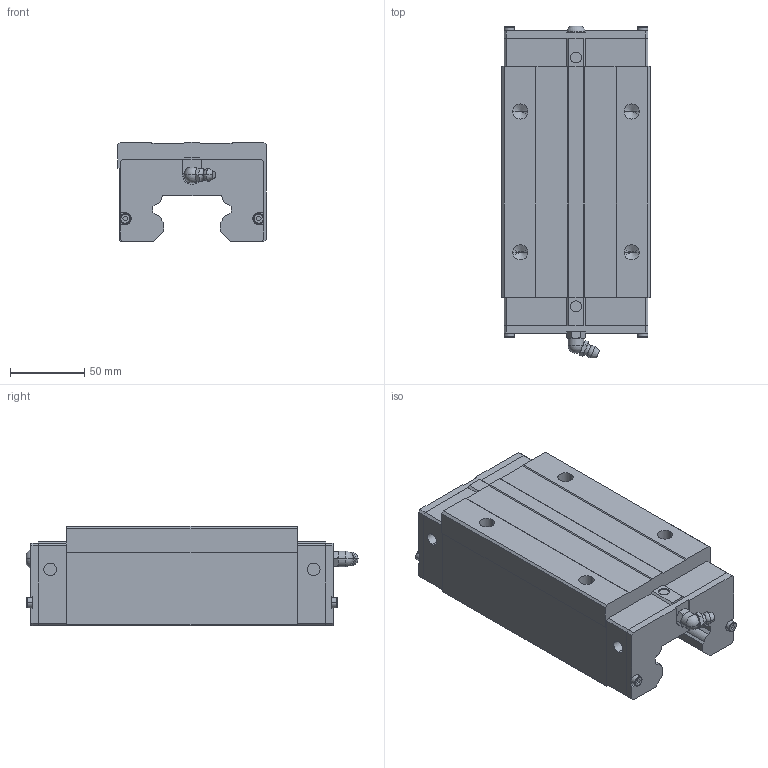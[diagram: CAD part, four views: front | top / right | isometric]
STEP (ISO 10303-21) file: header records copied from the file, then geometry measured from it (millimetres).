
FILE_DESCRIPTION(('STEP AP214'),'1');
FILE_NAME('cctmp_C3717461-EC30-450F-8BAB-AB9E56B93656_2024_08_05_21_24_57_0034..stp','2024-08-05T19:24:57',('HIWIN GmbH'),('CADClick - www.CADClick.com'),'Spatial InterOp 3D',' ','unknown authorization');
FILE_SCHEMA(('AUTOMOTIVE_DESIGN'));
Length unit declared in the file: millimetre
Products named in the file (1): HGH55HAZ0C_FILE
Bounding box: 100 x 223.93 x 67 mm (x, y, z)
Volume: 999508 mm3; surface area: 96611.4 mm2
Topology: 1 solids, 4 shells, 285 faces, 737 edges, 471 vertices
Faces by surface type: plane 179, cylinder 60, torus 22, cone 22, sphere 2
Entity records: 11046 total; most frequent: CARTESIAN_POINT 1784, ORIENTED_EDGE 1454, DIRECTION 1434, EDGE_CURVE 727, LINE 504, VECTOR 504, VERTEX_POINT 471, AXIS2_PLACEMENT_3D 465
